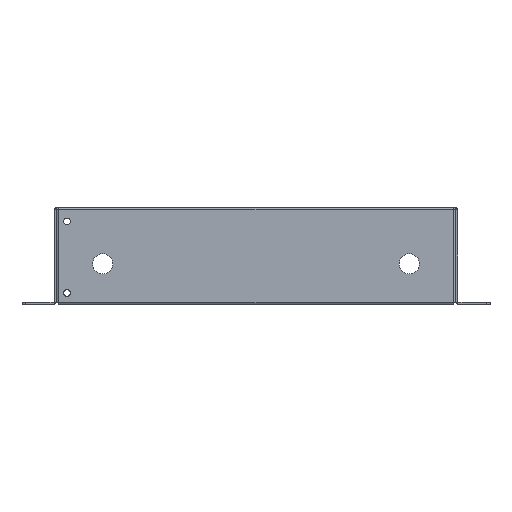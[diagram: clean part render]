
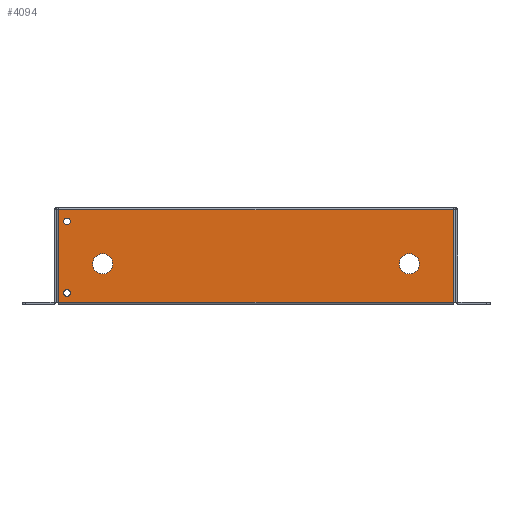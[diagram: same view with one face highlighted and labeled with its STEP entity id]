
A CAD part, front view. The second image highlights one B-rep face of the part: STEP entity #4094.
In plain terms, the highlighted planar face has unit normal (0, -1, 0).
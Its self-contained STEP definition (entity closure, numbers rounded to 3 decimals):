
#289 = ORIENTED_EDGE ( 'NONE', *, *, #5830, .T. ) ;
#303 = VERTEX_POINT ( 'NONE', #7507 ) ;
#345 = EDGE_LOOP ( 'NONE', ( #11315 ) ) ;
#376 = LINE ( 'NONE', #8466, #12642 ) ;
#402 = DIRECTION ( 'NONE',  ( 0., 0., -1. ) ) ;
#445 = EDGE_CURVE ( 'NONE', #12967, #4192, #3473, .T. ) ;
#562 = ORIENTED_EDGE ( 'NONE', *, *, #13500, .T. ) ;
#638 = CIRCLE ( 'NONE', #1277, 6.25 ) ;
#1183 = FACE_BOUND ( 'NONE', #7629, .T. ) ;
#1186 = LINE ( 'NONE', #9749, #6763 ) ;
#1238 = CIRCLE ( 'NONE', #8898, 2.1 ) ;
#1277 = AXIS2_PLACEMENT_3D ( 'NONE', #8811, #9916, #4843 ) ;
#1438 = CARTESIAN_POINT ( 'NONE',  ( 13.993, -476.144, -33.972 ) ) ;
#1905 = CARTESIAN_POINT ( 'NONE',  ( -230.607, -476.144, -33.943 ) ) ;
#2236 = DIRECTION ( 'NONE',  ( 1., 0., 0. ) ) ;
#2308 = EDGE_LOOP ( 'NONE', ( #289, #4608, #12727, #562 ) ) ;
#2776 = ORIENTED_EDGE ( 'NONE', *, *, #4673, .F. ) ;
#2785 = EDGE_CURVE ( 'NONE', #6195, #6195, #638, .T. ) ;
#3473 = LINE ( 'NONE', #4430, #9215 ) ;
#3536 = CIRCLE ( 'NONE', #9237, 6.25 ) ;
#3721 = EDGE_LOOP ( 'NONE', ( #7953 ) ) ;
#3759 = VECTOR ( 'NONE', #9733, 1000. ) ;
#4003 = CARTESIAN_POINT ( 'NONE',  ( -13.307, -476.144, -4.043 ) ) ;
#4094 = ADVANCED_FACE ( 'NONE', ( #4654, #1183, #11591, #5430, #10637 ), #12825, .F. ) ;
#4192 = VERTEX_POINT ( 'NONE', #8520 ) ;
#4430 = CARTESIAN_POINT ( 'NONE',  ( -233.307, -476.144, 23.107 ) ) ;
#4608 = ORIENTED_EDGE ( 'NONE', *, *, #445, .F. ) ;
#4654 = FACE_OUTER_BOUND ( 'NONE', #2308, .T. ) ;
#4665 = LINE ( 'NONE', #1438, #3759 ) ;
#4673 = EDGE_CURVE ( 'NONE', #303, #303, #1238, .T. ) ;
#4843 = DIRECTION ( 'NONE',  ( 0., 0., 1. ) ) ;
#5430 = FACE_BOUND ( 'NONE', #345, .T. ) ;
#5830 = EDGE_CURVE ( 'NONE', #10652, #4192, #4665, .T. ) ;
#5991 = EDGE_CURVE ( 'NONE', #9683, #9683, #3536, .T. ) ;
#6195 = VERTEX_POINT ( 'NONE', #4003 ) ;
#6249 = CARTESIAN_POINT ( 'NONE',  ( -233.307, -476.144, 24.457 ) ) ;
#6293 = CARTESIAN_POINT ( 'NONE',  ( -230.607, -476.144, 23.107 ) ) ;
#6318 = CIRCLE ( 'NONE', #10252, 2.1 ) ;
#6763 = VECTOR ( 'NONE', #12894, 1000. ) ;
#6997 = CARTESIAN_POINT ( 'NONE',  ( -203.307, -476.144, -10.293 ) ) ;
#7067 = DIRECTION ( 'NONE',  ( 0., 1., 0. ) ) ;
#7339 = EDGE_CURVE ( 'NONE', #12968, #12968, #6318, .T. ) ;
#7507 = CARTESIAN_POINT ( 'NONE',  ( -225.427, -476.144, 13.835 ) ) ;
#7629 = EDGE_LOOP ( 'NONE', ( #2776 ) ) ;
#7798 = CARTESIAN_POINT ( 'NONE',  ( -225.423, -476.144, -28.365 ) ) ;
#7953 = ORIENTED_EDGE ( 'NONE', *, *, #2785, .T. ) ;
#8265 = EDGE_CURVE ( 'NONE', #12967, #11578, #1186, .T. ) ;
#8382 = DIRECTION ( 'NONE',  ( 1., 0., 0. ) ) ;
#8466 = CARTESIAN_POINT ( 'NONE',  ( -230.636, -476.144, -33.943 ) ) ;
#8520 = CARTESIAN_POINT ( 'NONE',  ( 13.993, -476.144, 23.107 ) ) ;
#8811 = CARTESIAN_POINT ( 'NONE',  ( -13.307, -476.144, -10.293 ) ) ;
#8898 = AXIS2_PLACEMENT_3D ( 'NONE', #11922, #10970, #13011 ) ;
#9119 = DIRECTION ( 'NONE',  ( 0., 0., 1. ) ) ;
#9215 = VECTOR ( 'NONE', #2236, 1000. ) ;
#9237 = AXIS2_PLACEMENT_3D ( 'NONE', #6997, #7067, #9119 ) ;
#9683 = VERTEX_POINT ( 'NONE', #12830 ) ;
#9720 = DIRECTION ( 'NONE',  ( 0., -1., 0. ) ) ;
#9733 = DIRECTION ( 'NONE',  ( 0., 0., 1. ) ) ;
#9749 = CARTESIAN_POINT ( 'NONE',  ( -230.607, -476.144, 23.107 ) ) ;
#9916 = DIRECTION ( 'NONE',  ( 0., 1., 0. ) ) ;
#10252 = AXIS2_PLACEMENT_3D ( 'NONE', #7798, #9720, #402 ) ;
#10594 = DIRECTION ( 'NONE',  ( 1., 0., 0. ) ) ;
#10637 = FACE_BOUND ( 'NONE', #3721, .T. ) ;
#10652 = VERTEX_POINT ( 'NONE', #11285 ) ;
#10970 = DIRECTION ( 'NONE',  ( 0., -1., 0. ) ) ;
#11136 = EDGE_LOOP ( 'NONE', ( #11526 ) ) ;
#11285 = CARTESIAN_POINT ( 'NONE',  ( 13.993, -476.144, -33.943 ) ) ;
#11315 = ORIENTED_EDGE ( 'NONE', *, *, #5991, .T. ) ;
#11526 = ORIENTED_EDGE ( 'NONE', *, *, #7339, .F. ) ;
#11578 = VERTEX_POINT ( 'NONE', #1905 ) ;
#11591 = FACE_BOUND ( 'NONE', #11136, .T. ) ;
#11922 = CARTESIAN_POINT ( 'NONE',  ( -225.427, -476.144, 15.935 ) ) ;
#12486 = AXIS2_PLACEMENT_3D ( 'NONE', #6249, #12617, #8382 ) ;
#12617 = DIRECTION ( 'NONE',  ( 0., 1., 0. ) ) ;
#12642 = VECTOR ( 'NONE', #10594, 1000. ) ;
#12727 = ORIENTED_EDGE ( 'NONE', *, *, #8265, .T. ) ;
#12825 = PLANE ( 'NONE',  #12486 ) ;
#12830 = CARTESIAN_POINT ( 'NONE',  ( -203.307, -476.144, -4.043 ) ) ;
#12894 = DIRECTION ( 'NONE',  ( 0., 0., -1. ) ) ;
#12967 = VERTEX_POINT ( 'NONE', #6293 ) ;
#12968 = VERTEX_POINT ( 'NONE', #13176 ) ;
#13011 = DIRECTION ( 'NONE',  ( 0., 0., -1. ) ) ;
#13176 = CARTESIAN_POINT ( 'NONE',  ( -225.423, -476.144, -30.465 ) ) ;
#13500 = EDGE_CURVE ( 'NONE', #11578, #10652, #376, .T. ) ;
